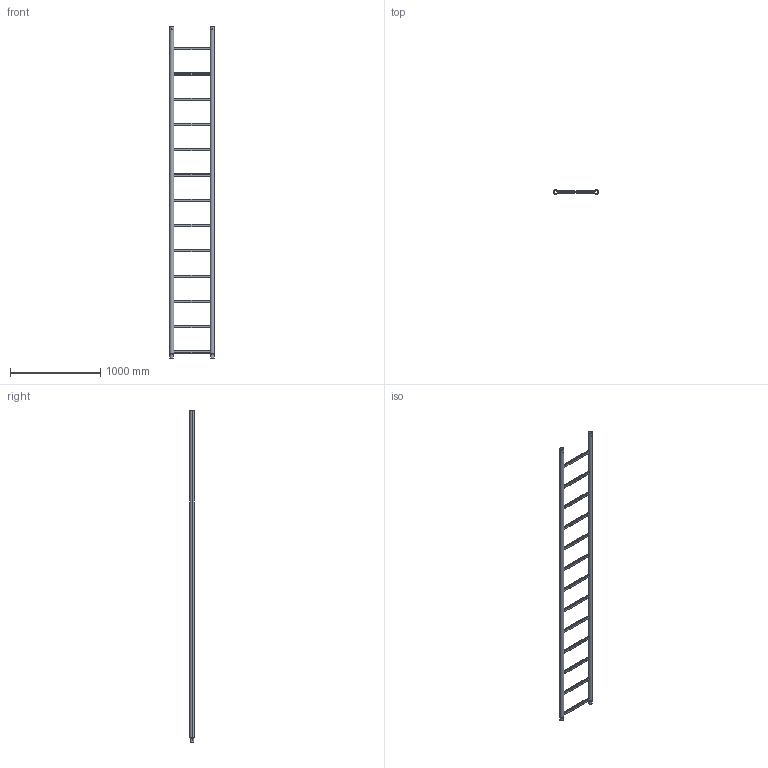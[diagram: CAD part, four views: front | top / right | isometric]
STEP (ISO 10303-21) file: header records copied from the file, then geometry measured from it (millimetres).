
FILE_DESCRIPTION (( 'STEP AP203' ), '1' );
FILE_NAME ('5290000013.STEP', '2024-04-22T11:00:12', ( '' ), ( '' ), 'SwSTEP 2.0', 'SolidWorks 2022', '' );
FILE_SCHEMA (( 'CONFIG_CONTROL_DESIGN' ));
Length unit declared in the file: metre
Products named in the file (1): 5290000013
Bounding box: 498.3 x 48.3 x 3680 mm (x, y, z)
Volume: 2853831.4 mm3; surface area: 3135416.8 mm2
Topology: 15 solids, 15 shells, 850 faces, 2462 edges, 1616 vertices
Faces by surface type: plane 628, cylinder 206, torus 8, cone 8
Entity records: 28155 total; most frequent: CARTESIAN_POINT 7329, ORIENTED_EDGE 4924, DIRECTION 3780, EDGE_CURVE 2462, VERTEX_POINT 1616, LINE 1566, VECTOR 1566, AXIS2_PLACEMENT_3D 1107
